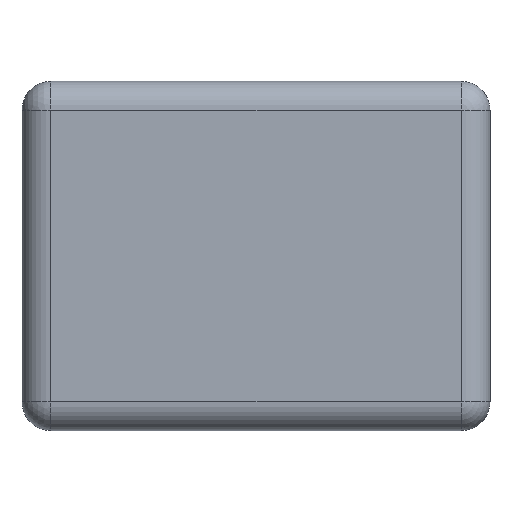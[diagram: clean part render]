
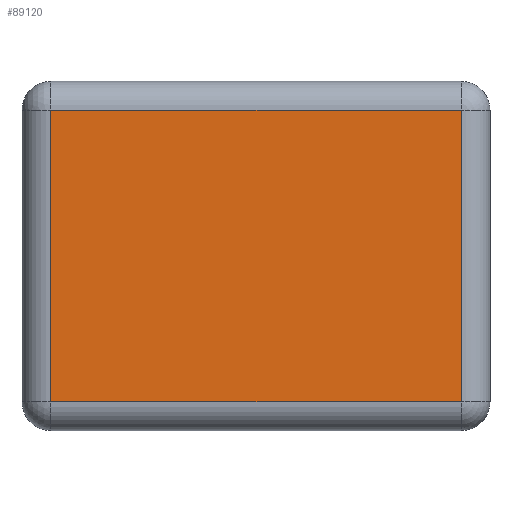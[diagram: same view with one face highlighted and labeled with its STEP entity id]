
A CAD part, front view. The second image highlights one B-rep face of the part: STEP entity #89120.
In plain terms, the highlighted planar face has unit normal (0, -1, 0).
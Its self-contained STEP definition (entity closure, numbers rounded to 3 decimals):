
#2149 = VERTEX_POINT ( 'NONE', #78532 ) ;
#4870 = ORIENTED_EDGE ( 'NONE', *, *, #55883, .T. ) ;
#18258 = DIRECTION ( 'NONE',  ( 1., 0., 0. ) ) ;
#18991 = LINE ( 'NONE', #109635, #25725 ) ;
#20467 = VERTEX_POINT ( 'NONE', #55127 ) ;
#22517 = ORIENTED_EDGE ( 'NONE', *, *, #112527, .T. ) ;
#25631 = ORIENTED_EDGE ( 'NONE', *, *, #50827, .T. ) ;
#25725 = VECTOR ( 'NONE', #18258, 1000. ) ;
#30178 = LINE ( 'NONE', #73595, #80546 ) ;
#40032 = LINE ( 'NONE', #85679, #147907 ) ;
#40062 = FACE_OUTER_BOUND ( 'NONE', #116839, .T. ) ;
#50827 = EDGE_CURVE ( 'NONE', #2149, #116812, #30178, .T. ) ;
#51865 = DIRECTION ( 'NONE',  ( 0., 0., 1. ) ) ;
#51878 = LINE ( 'NONE', #87819, #74844 ) ;
#55127 = CARTESIAN_POINT ( 'NONE',  ( -572.934, -275.283, -407.318 ) ) ;
#55554 = VERTEX_POINT ( 'NONE', #80522 ) ;
#55883 = EDGE_CURVE ( 'NONE', #116812, #55554, #40032, .T. ) ;
#61758 = DIRECTION ( 'NONE',  ( 0., -1., 0. ) ) ;
#62476 = PLANE ( 'NONE',  #71056 ) ;
#71056 = AXIS2_PLACEMENT_3D ( 'NONE', #117972, #61758, #118686 ) ;
#73595 = CARTESIAN_POINT ( 'NONE',  ( 572.934, -275.283, 0. ) ) ;
#74844 = VECTOR ( 'NONE', #133500, 1000. ) ;
#78532 = CARTESIAN_POINT ( 'NONE',  ( 572.934, -275.283, -407.318 ) ) ;
#79391 = CARTESIAN_POINT ( 'NONE',  ( 572.934, -275.283, 407.318 ) ) ;
#80522 = CARTESIAN_POINT ( 'NONE',  ( -572.934, -275.283, 407.318 ) ) ;
#80546 = VECTOR ( 'NONE', #51865, 1000. ) ;
#85679 = CARTESIAN_POINT ( 'NONE',  ( 0., -275.283, 407.318 ) ) ;
#87819 = CARTESIAN_POINT ( 'NONE',  ( -572.934, -275.283, 0. ) ) ;
#89120 = ADVANCED_FACE ( 'NONE', ( #40062 ), #62476, .T. ) ;
#105532 = ORIENTED_EDGE ( 'NONE', *, *, #138085, .T. ) ;
#109635 = CARTESIAN_POINT ( 'NONE',  ( 0., -275.283, -407.318 ) ) ;
#112527 = EDGE_CURVE ( 'NONE', #55554, #20467, #51878, .T. ) ;
#116812 = VERTEX_POINT ( 'NONE', #79391 ) ;
#116839 = EDGE_LOOP ( 'NONE', ( #4870, #22517, #105532, #25631 ) ) ;
#117972 = CARTESIAN_POINT ( 'NONE',  ( 0., -275.283, 0. ) ) ;
#118686 = DIRECTION ( 'NONE',  ( 0., 0., -1. ) ) ;
#131357 = DIRECTION ( 'NONE',  ( -1., 0., 0. ) ) ;
#133500 = DIRECTION ( 'NONE',  ( 0., 0., -1. ) ) ;
#138085 = EDGE_CURVE ( 'NONE', #20467, #2149, #18991, .T. ) ;
#147907 = VECTOR ( 'NONE', #131357, 1000. ) ;
